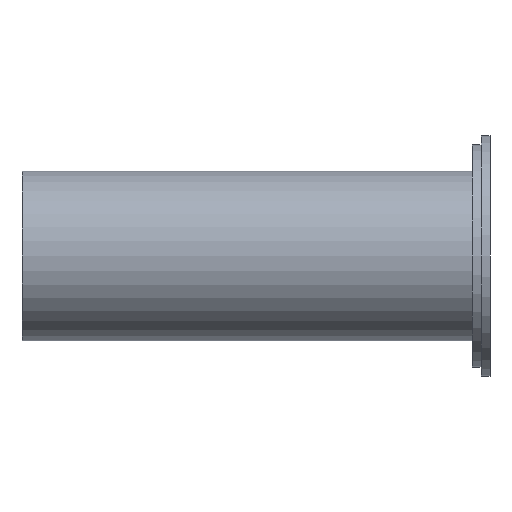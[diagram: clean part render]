
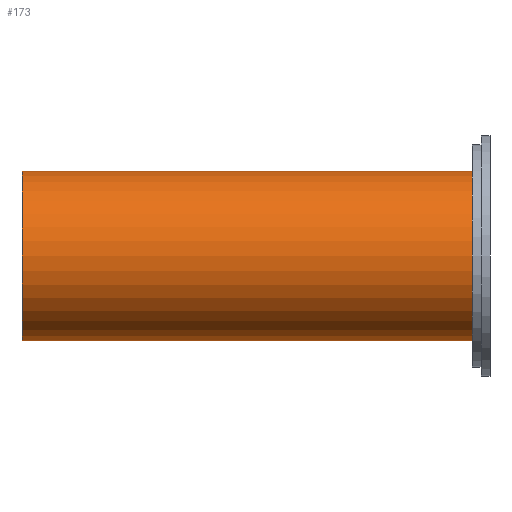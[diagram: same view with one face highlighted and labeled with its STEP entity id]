
A CAD part, front view. The second image highlights one B-rep face of the part: STEP entity #173.
In plain terms, the highlighted cylindrical face has radius 9.525 mm (diameter 19.05 mm), a full revolution.
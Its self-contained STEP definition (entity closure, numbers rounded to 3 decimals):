
#27=CYLINDRICAL_SURFACE('',#219,9.525);
#38=FACE_OUTER_BOUND('',#53,.T.);
#53=EDGE_LOOP('',(#152,#153,#154,#155));
#63=LINE('',#325,#71);
#71=VECTOR('',#276,9.525);
#83=CIRCLE('',#218,9.525);
#84=CIRCLE('',#220,9.525);
#96=VERTEX_POINT('',#320);
#97=VERTEX_POINT('',#323);
#115=EDGE_CURVE('',#96,#96,#83,.T.);
#116=EDGE_CURVE('',#97,#97,#84,.T.);
#117=EDGE_CURVE('',#97,#96,#63,.T.);
#152=ORIENTED_EDGE('',*,*,#116,.F.);
#153=ORIENTED_EDGE('',*,*,#117,.T.);
#154=ORIENTED_EDGE('',*,*,#115,.T.);
#155=ORIENTED_EDGE('',*,*,#117,.F.);
#173=ADVANCED_FACE('',(#38),#27,.T.);
#218=AXIS2_PLACEMENT_3D('',#321,#270,#271);
#219=AXIS2_PLACEMENT_3D('',#322,#272,#273);
#220=AXIS2_PLACEMENT_3D('',#324,#274,#275);
#270=DIRECTION('center_axis',(1.,0.,0.));
#271=DIRECTION('ref_axis',(0.,0.,-1.));
#272=DIRECTION('center_axis',(1.,0.,0.));
#273=DIRECTION('ref_axis',(0.,1.,0.));
#274=DIRECTION('center_axis',(1.,0.,0.));
#275=DIRECTION('ref_axis',(0.,0.,-1.));
#276=DIRECTION('',(-1.,0.,0.));
#320=CARTESIAN_POINT('',(-52.5,-9.525,0.));
#321=CARTESIAN_POINT('Origin',(-52.5,0.,0.));
#322=CARTESIAN_POINT('Origin',(-27.25,0.,0.));
#323=CARTESIAN_POINT('',(-2.,-9.525,0.));
#324=CARTESIAN_POINT('Origin',(-2.,0.,0.));
#325=CARTESIAN_POINT('',(-27.25,-9.525,0.));
